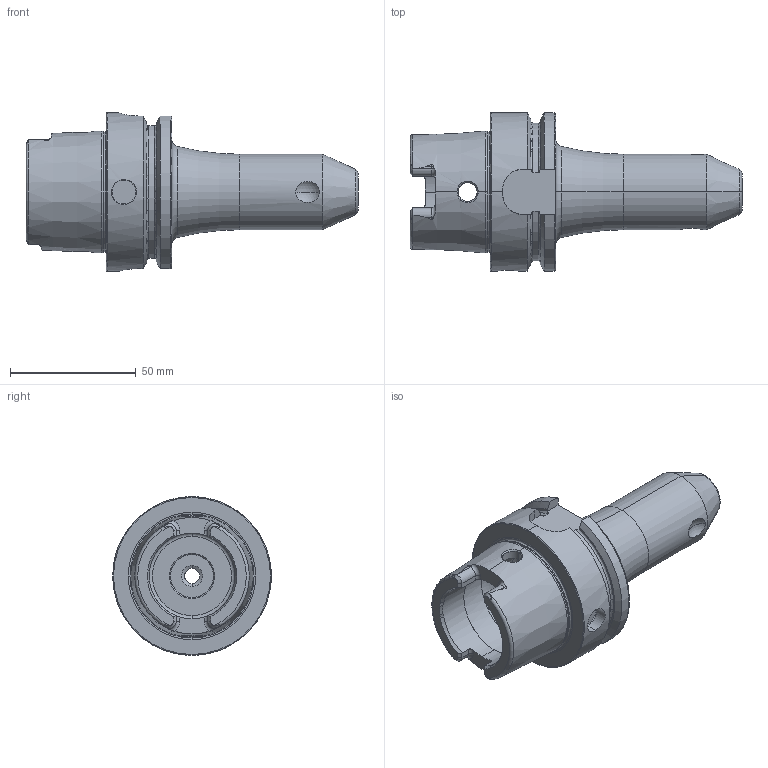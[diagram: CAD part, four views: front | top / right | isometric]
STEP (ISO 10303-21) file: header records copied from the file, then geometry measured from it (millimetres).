
FILE_DESCRIPTION (( 'STEP AP214' ), '1' );
FILE_NAME ('HA6-W06.K01.100.STEP', '2015-02-13T14:28:01', ( 'SWIAdmin' ), ( 'Hewlett-Packard Company' ), 'SwSTEP 2.0', 'SolidWorks 2012', '' );
FILE_SCHEMA (( 'AUTOMOTIVE_DESIGN' ));
Length unit declared in the file: millimetre
Products named in the file (3): HA6-W06.K01.100; W06-ER1.001.010; HA6-W06.K01.100_B_Fertigbearbeitung
Assembly tree (2 placements, depth 2):
  HA6-W06.K01.100
    HA6-W06.K01.100_B_Fertigbearbeitung
    W06-ER1.001.010
Bounding box: 131.9 x 63 x 63 mm (x, y, z)
Volume: 129735.2 mm3; surface area: 30670.1 mm2
Topology: 2 solids, 2 shells, 203 faces, 521 edges, 326 vertices
Faces by surface type: plane 57, cylinder 55, cone 38, torus 37, bspline 14, sphere 2
Entity records: 9362 total; most frequent: CARTESIAN_POINT 3184, ORIENTED_EDGE 1038, DIRECTION 938, EDGE_CURVE 519, AXIS2_PLACEMENT_3D 382, VERTEX_POINT 326, EDGE_LOOP 217, FACE_OUTER_BOUND 203
